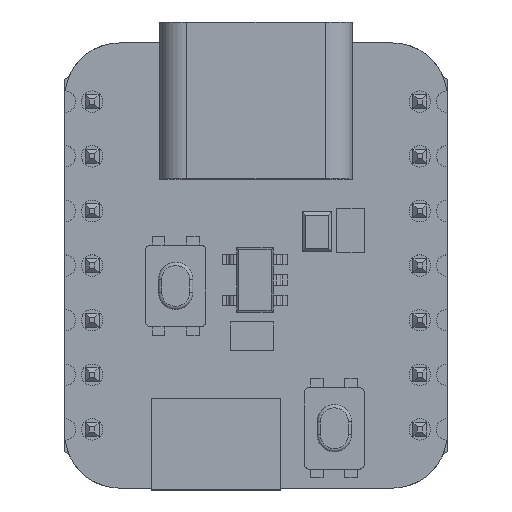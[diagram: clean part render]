
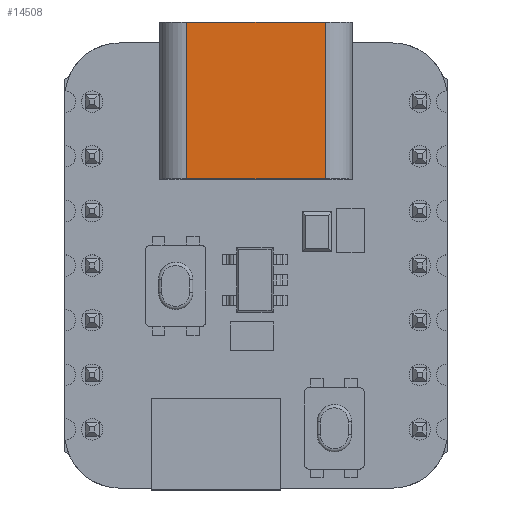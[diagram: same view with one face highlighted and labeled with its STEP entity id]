
A CAD part, top view. The second image highlights one B-rep face of the part: STEP entity #14508.
In plain terms, the highlighted planar face has unit normal (0, 0, 1).
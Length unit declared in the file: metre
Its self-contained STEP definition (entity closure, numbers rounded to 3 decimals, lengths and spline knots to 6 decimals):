
#104=B_SPLINE_CURVE_WITH_KNOTS('',3,(#23795,#23796,#23797,#23798),
 .UNSPECIFIED.,.F.,.F.,(4,4),(0.,1.),.UNSPECIFIED.);
#1756=ORIENTED_EDGE('',*,*,#5488,.F.);
#1757=ORIENTED_EDGE('',*,*,#5489,.T.);
#1758=ORIENTED_EDGE('',*,*,#5486,.T.);
#1759=ORIENTED_EDGE('',*,*,#5171,.F.);
#5171=EDGE_CURVE('',#7194,#7195,#104,.T.);
#5486=EDGE_CURVE('',#7383,#7195,#8659,.T.);
#5488=EDGE_CURVE('',#7384,#7194,#8660,.T.);
#5489=EDGE_CURVE('',#7384,#7383,#8661,.T.);
#7194=VERTEX_POINT('',#23794);
#7195=VERTEX_POINT('',#23799);
#7383=VERTEX_POINT('',#24428);
#7384=VERTEX_POINT('',#24432);
#8659=LINE('',#24429,#10483);
#8660=LINE('',#24433,#10484);
#8661=LINE('',#24435,#10485);
#10483=VECTOR('',#20310,1.);
#10484=VECTOR('',#20315,1.);
#10485=VECTOR('',#20318,1.);
#12000=EDGE_LOOP('',(#1756,#1757,#1758,#1759));
#12921=FACE_BOUND('',#12000,.T.);
#13734=PLANE('',#18550);
#14508=ADVANCED_FACE('',(#12921),#13734,.T.);
#18550=AXIS2_PLACEMENT_3D('',#24434,#20316,#20317);
#20310=DIRECTION('',(0.,1.,0.));
#20315=DIRECTION('',(0.,1.,0.));
#20316=DIRECTION('',(0.,0.,1.));
#20317=DIRECTION('',(0.,-1.,0.));
#20318=DIRECTION('',(1.,0.,0.));
#23794=CARTESIAN_POINT('',(0.00567,0.02167,0.00477));
#23795=CARTESIAN_POINT('',(0.00567,0.02167,0.00477));
#23796=CARTESIAN_POINT('',(0.007817,0.02167,0.00477));
#23797=CARTESIAN_POINT('',(0.009963,0.02167,0.00477));
#23798=CARTESIAN_POINT('',(0.01211,0.02167,0.00477));
#23799=CARTESIAN_POINT('',(0.01211,0.02167,0.00477));
#24428=CARTESIAN_POINT('',(0.01211,0.01437,0.00477));
#24429=CARTESIAN_POINT('',(0.01211,0.014368,0.00477));
#24432=CARTESIAN_POINT('',(0.00567,0.01437,0.00477));
#24433=CARTESIAN_POINT('',(0.00567,0.014368,0.00477));
#24434=CARTESIAN_POINT('',(0.00889,0.014368,0.00477));
#24435=CARTESIAN_POINT('',(0.00889,0.01437,0.00477));
